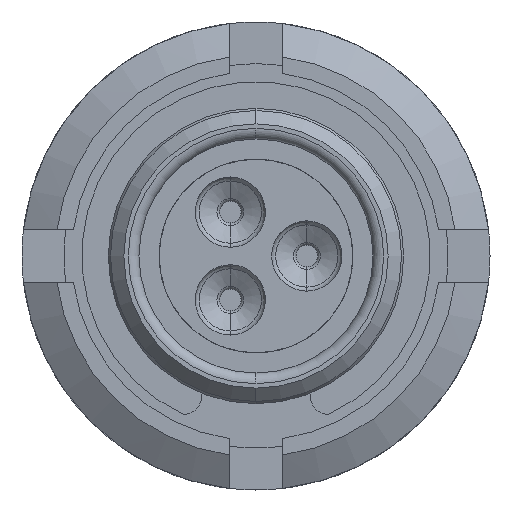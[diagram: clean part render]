
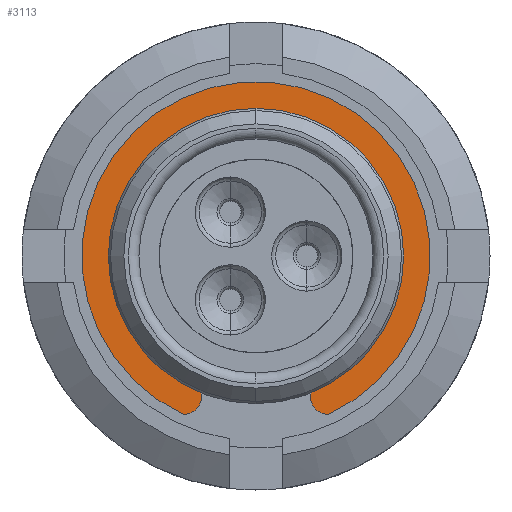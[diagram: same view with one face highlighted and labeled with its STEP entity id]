
A CAD part, left-side view. The second image highlights one B-rep face of the part: STEP entity #3113.
In plain terms, the highlighted planar face has unit normal (-1, 0, 0).
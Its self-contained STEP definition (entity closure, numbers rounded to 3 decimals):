
#100 = CIRCLE ( 'NONE', #1242, 5.334 ) ;
#142 = CIRCLE ( 'NONE', #3467, 6.553 ) ;
#1162 = CIRCLE ( 'NONE', #20337, 0.688 ) ;
#1242 = AXIS2_PLACEMENT_3D ( 'NONE', #6983, #18116, #8613 ) ;
#1786 = DIRECTION ( 'NONE',  ( 1., 0., 0. ) ) ;
#2301 = CARTESIAN_POINT ( 'NONE',  ( 10.412, 0., 0. ) ) ;
#2700 = ORIENTED_EDGE ( 'NONE', *, *, #11082, .T. ) ;
#3113 = ADVANCED_FACE ( 'NONE', ( #7553 ), #11216, .F. ) ;
#3467 = AXIS2_PLACEMENT_3D ( 'NONE', #2301, #13383, #3887 ) ;
#3558 = AXIS2_PLACEMENT_3D ( 'NONE', #11290, #1786, #12882 ) ;
#3887 = DIRECTION ( 'NONE',  ( 0., 0., -1. ) ) ;
#4310 = ORIENTED_EDGE ( 'NONE', *, *, #19894, .F. ) ;
#4802 = CARTESIAN_POINT ( 'NONE',  ( 10.412, 2.731, -5.269 ) ) ;
#5058 = CARTESIAN_POINT ( 'NONE',  ( 10.412, 2.731, -4.582 ) ) ;
#6378 = DIRECTION ( 'NONE',  ( 0., 0., -1. ) ) ;
#6791 = CARTESIAN_POINT ( 'NONE',  ( 10.412, 2.731, -5.957 ) ) ;
#6983 = CARTESIAN_POINT ( 'NONE',  ( 10.412, 0., 0. ) ) ;
#7553 = FACE_OUTER_BOUND ( 'NONE', #17186, .T. ) ;
#7837 = CIRCLE ( 'NONE', #13067, 0.688 ) ;
#7993 = DIRECTION ( 'NONE',  ( 1., 0., 0. ) ) ;
#8004 = VERTEX_POINT ( 'NONE', #5058 ) ;
#8510 = ORIENTED_EDGE ( 'NONE', *, *, #10656, .F. ) ;
#8613 = DIRECTION ( 'NONE',  ( 0., 0., -1. ) ) ;
#10642 = VERTEX_POINT ( 'NONE', #6791 ) ;
#10656 = EDGE_CURVE ( 'NONE', #10642, #14358, #142, .T. ) ;
#11082 = EDGE_CURVE ( 'NONE', #8004, #18464, #100, .T. ) ;
#11216 = PLANE ( 'NONE',  #3558 ) ;
#11290 = CARTESIAN_POINT ( 'NONE',  ( 10.412, 0., 0. ) ) ;
#12688 = ORIENTED_EDGE ( 'NONE', *, *, #17600, .F. ) ;
#12882 = DIRECTION ( 'NONE',  ( 0., 0., -1. ) ) ;
#13067 = AXIS2_PLACEMENT_3D ( 'NONE', #4802, #15905, #6378 ) ;
#13383 = DIRECTION ( 'NONE',  ( 1., 0., 0. ) ) ;
#14358 = VERTEX_POINT ( 'NONE', #16997 ) ;
#15905 = DIRECTION ( 'NONE',  ( 1., 0., 0. ) ) ;
#16997 = CARTESIAN_POINT ( 'NONE',  ( 10.412, -2.73, -5.957 ) ) ;
#17186 = EDGE_LOOP ( 'NONE', ( #8510, #12688, #2700, #4310 ) ) ;
#17512 = CARTESIAN_POINT ( 'NONE',  ( 10.412, -2.73, -5.27 ) ) ;
#17600 = EDGE_CURVE ( 'NONE', #8004, #10642, #7837, .T. ) ;
#18114 = CARTESIAN_POINT ( 'NONE',  ( 10.412, -2.73, -4.582 ) ) ;
#18116 = DIRECTION ( 'NONE',  ( 1., 0., 0. ) ) ;
#18464 = VERTEX_POINT ( 'NONE', #18114 ) ;
#19103 = DIRECTION ( 'NONE',  ( 0., 0., -1. ) ) ;
#19894 = EDGE_CURVE ( 'NONE', #14358, #18464, #1162, .T. ) ;
#20337 = AXIS2_PLACEMENT_3D ( 'NONE', #17512, #7993, #19103 ) ;
